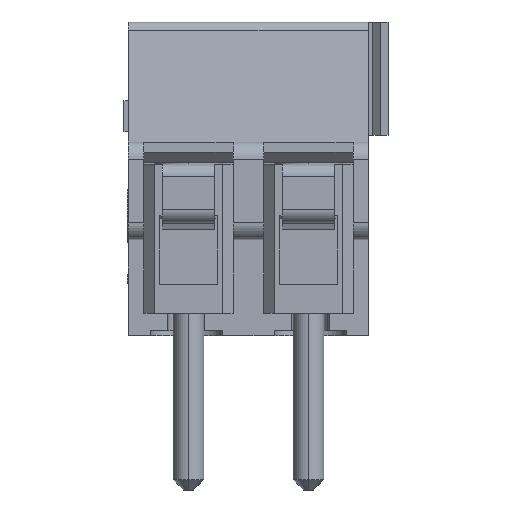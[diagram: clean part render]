
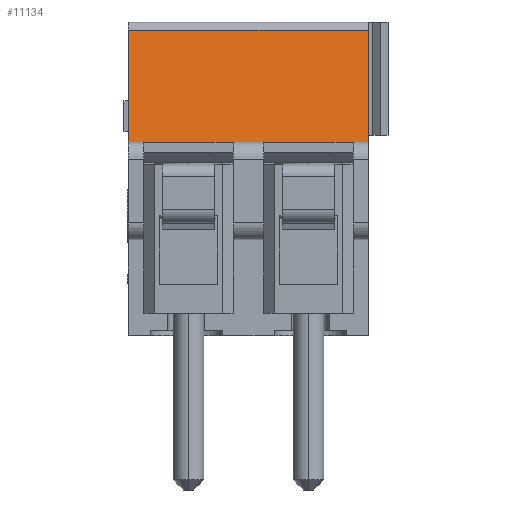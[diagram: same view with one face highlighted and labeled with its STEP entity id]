
A CAD part, front view. The second image highlights one B-rep face of the part: STEP entity #11134.
In plain terms, the highlighted planar face has unit normal (0, -0.985, 0.174).
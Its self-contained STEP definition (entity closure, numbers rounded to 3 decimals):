
#668 = FACE_OUTER_BOUND ( 'NONE', #19864, .T. ) ;
#727 = VERTEX_POINT ( 'NONE', #6794 ) ;
#784 = VECTOR ( 'NONE', #11789, 1000. ) ;
#1891 = LINE ( 'NONE', #10239, #18486 ) ;
#2670 = VERTEX_POINT ( 'NONE', #10873 ) ;
#3024 = VECTOR ( 'NONE', #13400, 1000. ) ;
#4186 = CARTESIAN_POINT ( 'NONE',  ( 7., 0.198, 3.938 ) ) ;
#5131 = LINE ( 'NONE', #8533, #784 ) ;
#5745 = EDGE_CURVE ( 'NONE', #16025, #8532, #1891, .T. ) ;
#6794 = CARTESIAN_POINT ( 'NONE',  ( 0., 1.073, 8.902 ) ) ;
#7005 = EDGE_CURVE ( 'NONE', #2670, #8532, #12213, .T. ) ;
#7116 = DIRECTION ( 'NONE',  ( 1., 0., 0. ) ) ;
#7762 = AXIS2_PLACEMENT_3D ( 'NONE', #14950, #11935, #19768 ) ;
#8532 = VERTEX_POINT ( 'NONE', #14629 ) ;
#8533 = CARTESIAN_POINT ( 'NONE',  ( 0., 0.198, 3.938 ) ) ;
#8965 = PLANE ( 'NONE',  #7762 ) ;
#9499 = CARTESIAN_POINT ( 'NONE',  ( 0., 0.5, 5.65 ) ) ;
#10239 = CARTESIAN_POINT ( 'NONE',  ( -1.079, 0.5, 5.65 ) ) ;
#10419 = ORIENTED_EDGE ( 'NONE', *, *, #5745, .T. ) ;
#10873 = CARTESIAN_POINT ( 'NONE',  ( 7., 1.073, 8.902 ) ) ;
#11052 = LINE ( 'NONE', #15525, #18248 ) ;
#11134 = ADVANCED_FACE ( 'NONE', ( #668 ), #8965, .F. ) ;
#11313 = EDGE_CURVE ( 'NONE', #727, #2670, #11052, .T. ) ;
#11789 = DIRECTION ( 'NONE',  ( 0., 0.174, 0.985 ) ) ;
#11935 = DIRECTION ( 'NONE',  ( 0., 0.985, -0.174 ) ) ;
#12178 = ORIENTED_EDGE ( 'NONE', *, *, #7005, .F. ) ;
#12213 = LINE ( 'NONE', #4186, #3024 ) ;
#13400 = DIRECTION ( 'NONE',  ( 0., -0.174, -0.985 ) ) ;
#14408 = ORIENTED_EDGE ( 'NONE', *, *, #11313, .F. ) ;
#14629 = CARTESIAN_POINT ( 'NONE',  ( 7., 0.5, 5.65 ) ) ;
#14764 = EDGE_CURVE ( 'NONE', #16025, #727, #5131, .T. ) ;
#14950 = CARTESIAN_POINT ( 'NONE',  ( 2.077, 0.562, 6. ) ) ;
#15525 = CARTESIAN_POINT ( 'NONE',  ( -1.079, 1.073, 8.902 ) ) ;
#16025 = VERTEX_POINT ( 'NONE', #9499 ) ;
#18248 = VECTOR ( 'NONE', #18892, 1000. ) ;
#18486 = VECTOR ( 'NONE', #7116, 1000. ) ;
#18892 = DIRECTION ( 'NONE',  ( 1., 0., 0. ) ) ;
#19121 = ORIENTED_EDGE ( 'NONE', *, *, #14764, .F. ) ;
#19768 = DIRECTION ( 'NONE',  ( -1., 0., 0. ) ) ;
#19864 = EDGE_LOOP ( 'NONE', ( #14408, #19121, #10419, #12178 ) ) ;
